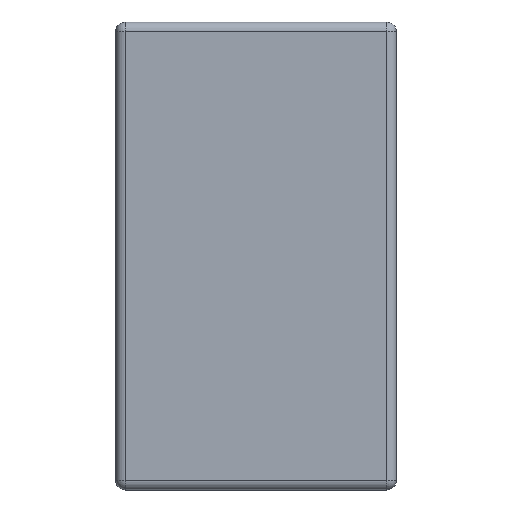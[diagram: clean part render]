
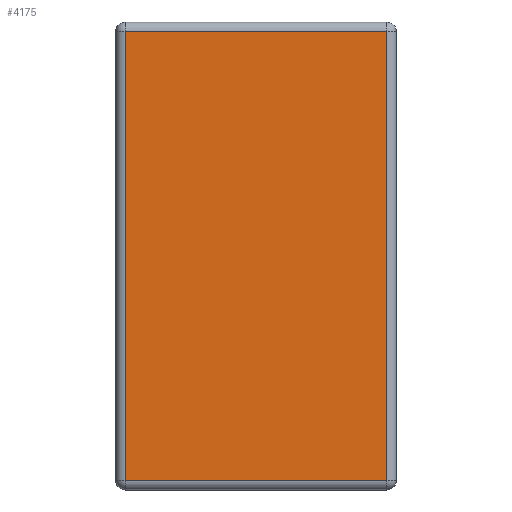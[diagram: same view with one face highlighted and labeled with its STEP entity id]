
A CAD part, left-side view. The second image highlights one B-rep face of the part: STEP entity #4175.
In plain terms, the highlighted planar face has unit normal (-1, 0, 0).
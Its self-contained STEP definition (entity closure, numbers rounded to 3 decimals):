
#75 = CARTESIAN_POINT ( 'NONE',  ( 0., 0.073, -3.427 ) ) ;
#162 = CARTESIAN_POINT ( 'NONE',  ( 0., 0., 0. ) ) ;
#265 = DIRECTION ( 'NONE',  ( 0., -1., 0. ) ) ;
#277 = VERTEX_POINT ( 'NONE', #779 ) ;
#340 = CARTESIAN_POINT ( 'NONE',  ( 0., 0., -3.427 ) ) ;
#490 = EDGE_LOOP ( 'NONE', ( #1463, #4380, #4553, #4596 ) ) ;
#621 = DIRECTION ( 'NONE',  ( -1., 0., 0. ) ) ;
#674 = DIRECTION ( 'NONE',  ( 0., 0., -1. ) ) ;
#738 = VECTOR ( 'NONE', #674, 1000. ) ;
#779 = CARTESIAN_POINT ( 'NONE',  ( 0., 0.073, -0.073 ) ) ;
#907 = VECTOR ( 'NONE', #265, 1000. ) ;
#953 = EDGE_CURVE ( 'NONE', #2427, #3724, #2461, .T. ) ;
#1418 = CARTESIAN_POINT ( 'NONE',  ( 0., 0.073, 0. ) ) ;
#1463 = ORIENTED_EDGE ( 'NONE', *, *, #953, .T. ) ;
#1529 = CARTESIAN_POINT ( 'NONE',  ( 0., 2.027, -3.427 ) ) ;
#1549 = CARTESIAN_POINT ( 'NONE',  ( 0., 2.1, -0.073 ) ) ;
#1788 = CARTESIAN_POINT ( 'NONE',  ( 0., 2.027, -3.5 ) ) ;
#1849 = FACE_OUTER_BOUND ( 'NONE', #490, .T. ) ;
#2257 = VECTOR ( 'NONE', #4791, 1000. ) ;
#2345 = AXIS2_PLACEMENT_3D ( 'NONE', #162, #621, #2742 ) ;
#2366 = EDGE_CURVE ( 'NONE', #277, #3114, #2931, .T. ) ;
#2427 = VERTEX_POINT ( 'NONE', #1529 ) ;
#2461 = LINE ( 'NONE', #340, #907 ) ;
#2646 = VECTOR ( 'NONE', #3981, 1000. ) ;
#2742 = DIRECTION ( 'NONE',  ( 0., 0., 1. ) ) ;
#2885 = CARTESIAN_POINT ( 'NONE',  ( 0., 2.027, -0.073 ) ) ;
#2931 = LINE ( 'NONE', #1549, #2257 ) ;
#3114 = VERTEX_POINT ( 'NONE', #2885 ) ;
#3327 = PLANE ( 'NONE',  #2345 ) ;
#3406 = EDGE_CURVE ( 'NONE', #3724, #277, #3664, .T. ) ;
#3664 = LINE ( 'NONE', #1418, #2646 ) ;
#3724 = VERTEX_POINT ( 'NONE', #75 ) ;
#3981 = DIRECTION ( 'NONE',  ( 0., 0., 1. ) ) ;
#4175 = ADVANCED_FACE ( 'NONE', ( #1849 ), #3327, .T. ) ;
#4312 = EDGE_CURVE ( 'NONE', #3114, #2427, #4708, .T. ) ;
#4380 = ORIENTED_EDGE ( 'NONE', *, *, #3406, .T. ) ;
#4553 = ORIENTED_EDGE ( 'NONE', *, *, #2366, .T. ) ;
#4596 = ORIENTED_EDGE ( 'NONE', *, *, #4312, .T. ) ;
#4708 = LINE ( 'NONE', #1788, #738 ) ;
#4791 = DIRECTION ( 'NONE',  ( 0., 1., 0. ) ) ;
